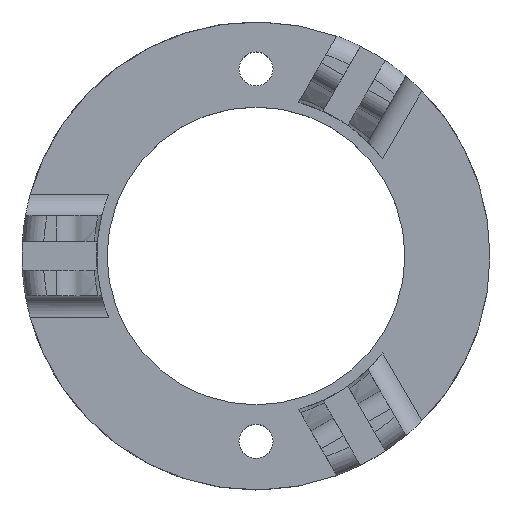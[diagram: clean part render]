
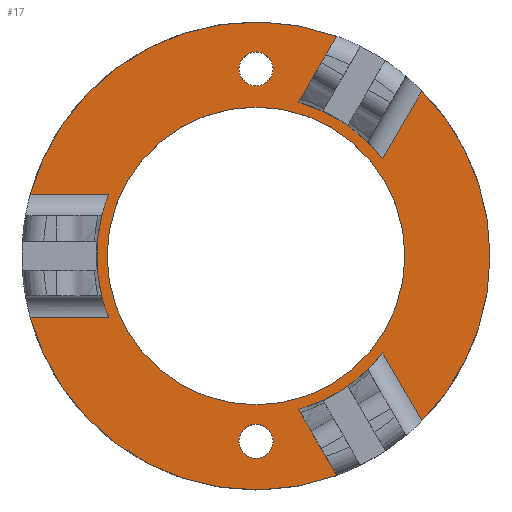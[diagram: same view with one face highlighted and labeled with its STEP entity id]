
A CAD part, top view. The second image highlights one B-rep face of the part: STEP entity #17.
In plain terms, the highlighted planar face has unit normal (0, 0, 1).
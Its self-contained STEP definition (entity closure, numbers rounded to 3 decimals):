
#17 = ADVANCED_FACE('',(#18,#167,#178,#189),#200,.T.);
#18 = FACE_BOUND('',#19,.T.);
#19 = EDGE_LOOP('',(#20,#31,#39,#48,#57,#66,#74,#83,#91,#100,#109,#117,
    #126,#135,#143,#152,#161));
#20 = ORIENTED_EDGE('',*,*,#21,.T.);
#21 = EDGE_CURVE('',#22,#24,#26,.T.);
#22 = VERTEX_POINT('',#23);
#23 = CARTESIAN_POINT('',(7.591,20.649,4.8));
#24 = VERTEX_POINT('',#25);
#25 = CARTESIAN_POINT('',(-21.235,5.75,4.8));
#26 = CIRCLE('',#27,22.);
#27 = AXIS2_PLACEMENT_3D('',#28,#29,#30);
#28 = CARTESIAN_POINT('',(0.,0.,4.8));
#29 = DIRECTION('',(0.,0.,1.));
#30 = DIRECTION('',(1.,0.,0.));
#31 = ORIENTED_EDGE('',*,*,#32,.T.);
#32 = EDGE_CURVE('',#24,#33,#35,.T.);
#33 = VERTEX_POINT('',#34);
#34 = CARTESIAN_POINT('',(-13.854,5.75,4.8));
#35 = LINE('',#36,#37);
#36 = CARTESIAN_POINT('',(-21.678,5.75,4.8));
#37 = VECTOR('',#38,1.);
#38 = DIRECTION('',(1.,0.,0.));
#39 = ORIENTED_EDGE('',*,*,#40,.F.);
#40 = EDGE_CURVE('',#41,#33,#43,.T.);
#41 = VERTEX_POINT('',#42);
#42 = CARTESIAN_POINT('',(-14.524,3.75,4.8));
#43 = CIRCLE('',#44,15.);
#44 = AXIS2_PLACEMENT_3D('',#45,#46,#47);
#45 = CARTESIAN_POINT('',(0.,0.,4.8));
#46 = DIRECTION('',(0.,0.,-1.));
#47 = DIRECTION('',(0.,1.,0.));
#48 = ORIENTED_EDGE('',*,*,#49,.T.);
#49 = EDGE_CURVE('',#41,#50,#52,.T.);
#50 = VERTEX_POINT('',#51);
#51 = CARTESIAN_POINT('',(-14.524,-3.75,4.8));
#52 = CIRCLE('',#53,15.);
#53 = AXIS2_PLACEMENT_3D('',#54,#55,#56);
#54 = CARTESIAN_POINT('',(0.,0.,4.8));
#55 = DIRECTION('',(0.,0.,1.));
#56 = DIRECTION('',(1.,0.,0.));
#57 = ORIENTED_EDGE('',*,*,#58,.T.);
#58 = EDGE_CURVE('',#50,#59,#61,.T.);
#59 = VERTEX_POINT('',#60);
#60 = CARTESIAN_POINT('',(-13.854,-5.75,4.8));
#61 = CIRCLE('',#62,15.);
#62 = AXIS2_PLACEMENT_3D('',#63,#64,#65);
#63 = CARTESIAN_POINT('',(0.,0.,4.8));
#64 = DIRECTION('',(0.,-0.,1.));
#65 = DIRECTION('',(0.,1.,0.));
#66 = ORIENTED_EDGE('',*,*,#67,.F.);
#67 = EDGE_CURVE('',#68,#59,#70,.T.);
#68 = VERTEX_POINT('',#69);
#69 = CARTESIAN_POINT('',(-21.235,-5.75,4.8));
#70 = LINE('',#71,#72);
#71 = CARTESIAN_POINT('',(-21.678,-5.75,4.8));
#72 = VECTOR('',#73,1.);
#73 = DIRECTION('',(1.,0.,0.));
#74 = ORIENTED_EDGE('',*,*,#75,.T.);
#75 = EDGE_CURVE('',#68,#76,#78,.T.);
#76 = VERTEX_POINT('',#77);
#77 = CARTESIAN_POINT('',(7.591,-20.649,4.8));
#78 = CIRCLE('',#79,22.);
#79 = AXIS2_PLACEMENT_3D('',#80,#81,#82);
#80 = CARTESIAN_POINT('',(0.,0.,4.8));
#81 = DIRECTION('',(0.,0.,1.));
#82 = DIRECTION('',(1.,0.,0.));
#83 = ORIENTED_EDGE('',*,*,#84,.T.);
#84 = EDGE_CURVE('',#76,#85,#87,.T.);
#85 = VERTEX_POINT('',#86);
#86 = CARTESIAN_POINT('',(4.014,-14.453,4.8));
#87 = LINE('',#88,#89);
#88 = CARTESIAN_POINT('',(7.591,-20.649,4.8));
#89 = VECTOR('',#90,1.);
#90 = DIRECTION('',(-0.5,0.866,0.));
#91 = ORIENTED_EDGE('',*,*,#92,.T.);
#92 = EDGE_CURVE('',#85,#93,#95,.T.);
#93 = VERTEX_POINT('',#94);
#94 = CARTESIAN_POINT('',(10.509,-10.703,4.8));
#95 = CIRCLE('',#96,15.);
#96 = AXIS2_PLACEMENT_3D('',#97,#98,#99);
#97 = CARTESIAN_POINT('',(0.,0.,4.8));
#98 = DIRECTION('',(0.,0.,1.));
#99 = DIRECTION('',(-0.5,0.866,0.));
#100 = ORIENTED_EDGE('',*,*,#101,.T.);
#101 = EDGE_CURVE('',#93,#102,#104,.T.);
#102 = VERTEX_POINT('',#103);
#103 = CARTESIAN_POINT('',(11.907,-9.123,4.8));
#104 = CIRCLE('',#105,15.);
#105 = AXIS2_PLACEMENT_3D('',#106,#107,#108);
#106 = CARTESIAN_POINT('',(0.,0.,4.8));
#107 = DIRECTION('',(0.,-0.,1.));
#108 = DIRECTION('',(0.,1.,0.));
#109 = ORIENTED_EDGE('',*,*,#110,.F.);
#110 = EDGE_CURVE('',#111,#102,#113,.T.);
#111 = VERTEX_POINT('',#112);
#112 = CARTESIAN_POINT('',(15.597,-15.515,4.8));
#113 = LINE('',#114,#115);
#114 = CARTESIAN_POINT('',(15.819,-15.899,4.8));
#115 = VECTOR('',#116,1.);
#116 = DIRECTION('',(-0.5,0.866,0.));
#117 = ORIENTED_EDGE('',*,*,#118,.T.);
#118 = EDGE_CURVE('',#111,#119,#121,.T.);
#119 = VERTEX_POINT('',#120);
#120 = CARTESIAN_POINT('',(22.,0.,4.8));
#121 = CIRCLE('',#122,22.);
#122 = AXIS2_PLACEMENT_3D('',#123,#124,#125);
#123 = CARTESIAN_POINT('',(0.,0.,4.8));
#124 = DIRECTION('',(0.,0.,1.));
#125 = DIRECTION('',(1.,0.,0.));
#126 = ORIENTED_EDGE('',*,*,#127,.T.);
#127 = EDGE_CURVE('',#119,#128,#130,.T.);
#128 = VERTEX_POINT('',#129);
#129 = CARTESIAN_POINT('',(15.597,15.515,4.8));
#130 = CIRCLE('',#131,22.);
#131 = AXIS2_PLACEMENT_3D('',#132,#133,#134);
#132 = CARTESIAN_POINT('',(0.,0.,4.8));
#133 = DIRECTION('',(0.,0.,1.));
#134 = DIRECTION('',(1.,0.,0.));
#135 = ORIENTED_EDGE('',*,*,#136,.T.);
#136 = EDGE_CURVE('',#128,#137,#139,.T.);
#137 = VERTEX_POINT('',#138);
#138 = CARTESIAN_POINT('',(11.907,9.123,4.8));
#139 = LINE('',#140,#141);
#140 = CARTESIAN_POINT('',(15.819,15.899,4.8));
#141 = VECTOR('',#142,1.);
#142 = DIRECTION('',(-0.5,-0.866,0.));
#143 = ORIENTED_EDGE('',*,*,#144,.F.);
#144 = EDGE_CURVE('',#145,#137,#147,.T.);
#145 = VERTEX_POINT('',#146);
#146 = CARTESIAN_POINT('',(10.509,10.703,4.8));
#147 = CIRCLE('',#148,15.);
#148 = AXIS2_PLACEMENT_3D('',#149,#150,#151);
#149 = CARTESIAN_POINT('',(0.,0.,4.8));
#150 = DIRECTION('',(0.,0.,-1.));
#151 = DIRECTION('',(0.,1.,0.));
#152 = ORIENTED_EDGE('',*,*,#153,.T.);
#153 = EDGE_CURVE('',#145,#154,#156,.T.);
#154 = VERTEX_POINT('',#155);
#155 = CARTESIAN_POINT('',(4.014,14.453,4.8));
#156 = CIRCLE('',#157,15.);
#157 = AXIS2_PLACEMENT_3D('',#158,#159,#160);
#158 = CARTESIAN_POINT('',(0.,0.,4.8));
#159 = DIRECTION('',(0.,0.,1.));
#160 = DIRECTION('',(-0.5,-0.866,0.));
#161 = ORIENTED_EDGE('',*,*,#162,.F.);
#162 = EDGE_CURVE('',#22,#154,#163,.T.);
#163 = LINE('',#164,#165);
#164 = CARTESIAN_POINT('',(7.591,20.649,4.8));
#165 = VECTOR('',#166,1.);
#166 = DIRECTION('',(-0.5,-0.866,0.));
#167 = FACE_BOUND('',#168,.T.);
#168 = EDGE_LOOP('',(#169));
#169 = ORIENTED_EDGE('',*,*,#170,.F.);
#170 = EDGE_CURVE('',#171,#171,#173,.T.);
#171 = VERTEX_POINT('',#172);
#172 = CARTESIAN_POINT('',(1.6,-17.429,4.8));
#173 = CIRCLE('',#174,1.6);
#174 = AXIS2_PLACEMENT_3D('',#175,#176,#177);
#175 = CARTESIAN_POINT('',(0.,-17.429,4.8));
#176 = DIRECTION('',(0.,0.,1.));
#177 = DIRECTION('',(1.,0.,0.));
#178 = FACE_BOUND('',#179,.T.);
#179 = EDGE_LOOP('',(#180));
#180 = ORIENTED_EDGE('',*,*,#181,.F.);
#181 = EDGE_CURVE('',#182,#182,#184,.T.);
#182 = VERTEX_POINT('',#183);
#183 = CARTESIAN_POINT('',(14.,0.,4.8));
#184 = CIRCLE('',#185,14.);
#185 = AXIS2_PLACEMENT_3D('',#186,#187,#188);
#186 = CARTESIAN_POINT('',(0.,0.,4.8));
#187 = DIRECTION('',(0.,0.,1.));
#188 = DIRECTION('',(1.,0.,0.));
#189 = FACE_BOUND('',#190,.T.);
#190 = EDGE_LOOP('',(#191));
#191 = ORIENTED_EDGE('',*,*,#192,.F.);
#192 = EDGE_CURVE('',#193,#193,#195,.T.);
#193 = VERTEX_POINT('',#194);
#194 = CARTESIAN_POINT('',(1.6,17.578,4.8));
#195 = CIRCLE('',#196,1.6);
#196 = AXIS2_PLACEMENT_3D('',#197,#198,#199);
#197 = CARTESIAN_POINT('',(0.,17.578,4.8));
#198 = DIRECTION('',(0.,0.,1.));
#199 = DIRECTION('',(1.,0.,0.));
#200 = PLANE('',#201);
#201 = AXIS2_PLACEMENT_3D('',#202,#203,#204);
#202 = CARTESIAN_POINT('',(0.,0.006,4.8));
#203 = DIRECTION('',(0.,0.,1.));
#204 = DIRECTION('',(0.,1.,0.));
